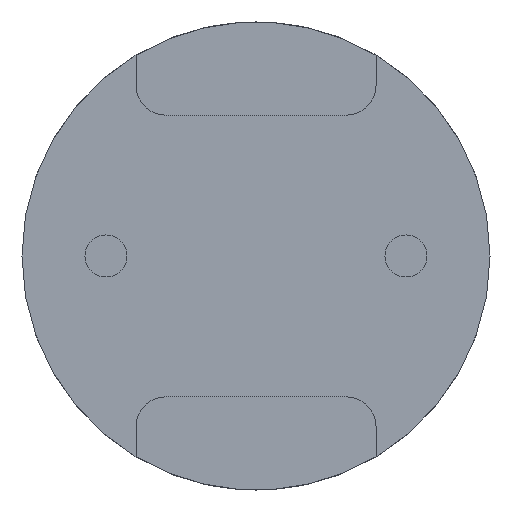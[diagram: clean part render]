
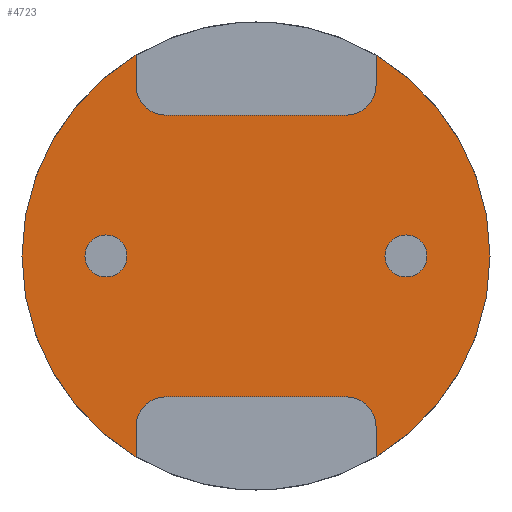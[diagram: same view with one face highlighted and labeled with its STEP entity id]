
A CAD part, front view. The second image highlights one B-rep face of the part: STEP entity #4723.
In plain terms, the highlighted planar face has unit normal (0, -1, 0).
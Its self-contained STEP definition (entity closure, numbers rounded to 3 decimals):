
#1=CARTESIAN_POINT('',(2.5,-4.25,0.));
#2=DIRECTION('',(0.,-1.,0.));
#3=DIRECTION('',(1.,0.,0.));
#4=AXIS2_PLACEMENT_3D('',#1,#2,#3);
#6=CARTESIAN_POINT('',(2.5,-4.25,0.));
#7=DIRECTION('',(0.,-1.,0.));
#8=DIRECTION('',(-1.,0.,0.));
#9=AXIS2_PLACEMENT_3D('',#6,#7,#8);
#11=CARTESIAN_POINT('',(-2.5,-4.25,0.));
#12=DIRECTION('',(0.,-1.,0.));
#13=DIRECTION('',(1.,0.,0.));
#14=AXIS2_PLACEMENT_3D('',#11,#12,#13);
#16=CARTESIAN_POINT('',(-2.5,-4.25,0.));
#17=DIRECTION('',(0.,-1.,0.));
#18=DIRECTION('',(-1.,0.,0.));
#19=AXIS2_PLACEMENT_3D('',#16,#17,#18);
#21=DIRECTION('',(0.,0.,1.));
#22=VECTOR('',#21,0.5);
#23=CARTESIAN_POINT('',(2.,-4.25,-3.348));
#24=LINE('',#23,#22);
#25=DIRECTION('',(-1.,0.,0.));
#26=VECTOR('',#25,3.);
#27=CARTESIAN_POINT('',(1.5,-4.25,-2.348));
#28=LINE('',#27,#26);
#29=DIRECTION('',(0.,0.,-1.));
#30=VECTOR('',#29,0.5);
#31=CARTESIAN_POINT('',(-2.,-4.25,-2.848));
#32=LINE('',#31,#30);
#33=CARTESIAN_POINT('',(0.,-4.25,0.));
#34=DIRECTION('',(0.,-1.,0.));
#35=DIRECTION('',(-1.,0.,0.));
#36=AXIS2_PLACEMENT_3D('',#33,#34,#35);
#38=CARTESIAN_POINT('',(0.,-4.25,0.));
#39=DIRECTION('',(0.,-1.,0.));
#40=DIRECTION('',(-0.513,0.,0.858));
#41=AXIS2_PLACEMENT_3D('',#38,#39,#40);
#43=DIRECTION('',(0.,0.,-1.));
#44=VECTOR('',#43,0.5);
#45=CARTESIAN_POINT('',(-2.,-4.25,3.348));
#46=LINE('',#45,#44);
#47=DIRECTION('',(1.,0.,0.));
#48=VECTOR('',#47,3.);
#49=CARTESIAN_POINT('',(-1.5,-4.25,2.348));
#50=LINE('',#49,#48);
#51=DIRECTION('',(0.,0.,1.));
#52=VECTOR('',#51,0.5);
#53=CARTESIAN_POINT('',(2.,-4.25,2.848));
#54=LINE('',#53,#52);
#55=CARTESIAN_POINT('',(0.,-4.25,0.));
#56=DIRECTION('',(0.,-1.,0.));
#57=DIRECTION('',(1.,0.,0.));
#58=AXIS2_PLACEMENT_3D('',#55,#56,#57);
#60=CARTESIAN_POINT('',(0.,-4.25,0.));
#61=DIRECTION('',(0.,-1.,0.));
#62=DIRECTION('',(0.513,0.,-0.858));
#63=AXIS2_PLACEMENT_3D('',#60,#61,#62);
#109=CARTESIAN_POINT('',(1.5,-4.25,-2.848));
#110=DIRECTION('',(0.,1.,0.));
#111=DIRECTION('',(0.,0.,1.));
#112=AXIS2_PLACEMENT_3D('',#109,#110,#111);
#168=CARTESIAN_POINT('',(-1.5,-4.25,-2.848));
#169=DIRECTION('',(0.,1.,0.));
#170=DIRECTION('',(-1.,0.,0.));
#171=AXIS2_PLACEMENT_3D('',#168,#169,#170);
#205=CARTESIAN_POINT('',(1.5,-4.25,2.848));
#206=DIRECTION('',(0.,1.,0.));
#207=DIRECTION('',(1.,0.,0.));
#208=AXIS2_PLACEMENT_3D('',#205,#206,#207);
#218=CARTESIAN_POINT('',(-1.5,-4.25,2.848));
#219=DIRECTION('',(0.,1.,0.));
#220=DIRECTION('',(0.,0.,-1.));
#221=AXIS2_PLACEMENT_3D('',#218,#219,#220);
#4585=CARTESIAN_POINT('',(-3.9,-4.25,0.));
#4586=VERTEX_POINT('',#4585);
#4587=CARTESIAN_POINT('',(3.9,-4.25,0.));
#4588=VERTEX_POINT('',#4587);
#4616=CARTESIAN_POINT('',(-2.,-4.25,-3.348));
#4617=VERTEX_POINT('',#4616);
#4618=CARTESIAN_POINT('',(2.,-4.25,-3.348));
#4619=VERTEX_POINT('',#4618);
#4620=CARTESIAN_POINT('',(2.,-4.25,3.348));
#4621=VERTEX_POINT('',#4620);
#4622=CARTESIAN_POINT('',(-2.,-4.25,3.348));
#4623=VERTEX_POINT('',#4622);
#4625=CARTESIAN_POINT('',(-1.5,-4.25,-2.348));
#4627=VERTEX_POINT('',#4625);
#4630=CARTESIAN_POINT('',(-2.,-4.25,-2.848));
#4631=VERTEX_POINT('',#4630);
#4633=CARTESIAN_POINT('',(2.,-4.25,-2.848));
#4635=VERTEX_POINT('',#4633);
#4638=CARTESIAN_POINT('',(1.5,-4.25,-2.348));
#4639=VERTEX_POINT('',#4638);
#4641=CARTESIAN_POINT('',(-2.,-4.25,2.848));
#4643=VERTEX_POINT('',#4641);
#4646=CARTESIAN_POINT('',(-1.5,-4.25,2.348));
#4647=VERTEX_POINT('',#4646);
#4649=CARTESIAN_POINT('',(1.5,-4.25,2.348));
#4651=VERTEX_POINT('',#4649);
#4654=CARTESIAN_POINT('',(2.,-4.25,2.848));
#4655=VERTEX_POINT('',#4654);
#4664=CARTESIAN_POINT('',(2.85,-4.25,0.));
#4665=CARTESIAN_POINT('',(2.15,-4.25,0.));
#4666=VERTEX_POINT('',#4664);
#4667=VERTEX_POINT('',#4665);
#4668=CARTESIAN_POINT('',(-2.15,-4.25,0.));
#4669=CARTESIAN_POINT('',(-2.85,-4.25,0.));
#4670=VERTEX_POINT('',#4668);
#4671=VERTEX_POINT('',#4669);
#4676=CARTESIAN_POINT('',(0.,-4.25,0.));
#4677=DIRECTION('',(0.,1.,0.));
#4678=DIRECTION('',(1.,0.,0.));
#4679=AXIS2_PLACEMENT_3D('',#4676,#4677,#4678);
#4680=PLANE('',#4679);
#4682=ORIENTED_EDGE('',*,*,#4681,.T.);
#4684=ORIENTED_EDGE('',*,*,#4683,.F.);
#4686=ORIENTED_EDGE('',*,*,#4685,.T.);
#4688=ORIENTED_EDGE('',*,*,#4687,.F.);
#4690=ORIENTED_EDGE('',*,*,#4689,.T.);
#4692=ORIENTED_EDGE('',*,*,#4691,.F.);
#4694=ORIENTED_EDGE('',*,*,#4693,.F.);
#4696=ORIENTED_EDGE('',*,*,#4695,.T.);
#4698=ORIENTED_EDGE('',*,*,#4697,.F.);
#4700=ORIENTED_EDGE('',*,*,#4699,.T.);
#4702=ORIENTED_EDGE('',*,*,#4701,.F.);
#4704=ORIENTED_EDGE('',*,*,#4703,.T.);
#4706=ORIENTED_EDGE('',*,*,#4705,.F.);
#4708=ORIENTED_EDGE('',*,*,#4707,.F.);
#4709=EDGE_LOOP('',(#4682,#4684,#4686,#4688,#4690,#4692,#4694,#4696,#4698,#4700,
#4702,#4704,#4706,#4708));
#4710=FACE_OUTER_BOUND('',#4709,.F.);
#4712=ORIENTED_EDGE('',*,*,#4711,.T.);
#4714=ORIENTED_EDGE('',*,*,#4713,.T.);
#4715=EDGE_LOOP('',(#4712,#4714));
#4716=FACE_BOUND('',#4715,.F.);
#4718=ORIENTED_EDGE('',*,*,#4717,.T.);
#4720=ORIENTED_EDGE('',*,*,#4719,.T.);
#4721=EDGE_LOOP('',(#4718,#4720));
#4722=FACE_BOUND('',#4721,.F.);
#5=CIRCLE('',#4,0.35);
#10=CIRCLE('',#9,0.35);
#15=CIRCLE('',#14,0.35);
#20=CIRCLE('',#19,0.35);
#37=CIRCLE('',#36,3.9);
#42=CIRCLE('',#41,3.9);
#59=CIRCLE('',#58,3.9);
#64=CIRCLE('',#63,3.9);
#113=CIRCLE('',#112,0.5);
#172=CIRCLE('',#171,0.5);
#209=CIRCLE('',#208,0.5);
#222=CIRCLE('',#221,0.5);
#4681=EDGE_CURVE('',#4619,#4635,#24,.T.);
#4683=EDGE_CURVE('',#4639,#4635,#113,.T.);
#4685=EDGE_CURVE('',#4639,#4627,#28,.T.);
#4687=EDGE_CURVE('',#4631,#4627,#172,.T.);
#4689=EDGE_CURVE('',#4631,#4617,#32,.T.);
#4691=EDGE_CURVE('',#4586,#4617,#37,.T.);
#4693=EDGE_CURVE('',#4623,#4586,#42,.T.);
#4695=EDGE_CURVE('',#4623,#4643,#46,.T.);
#4697=EDGE_CURVE('',#4647,#4643,#222,.T.);
#4699=EDGE_CURVE('',#4647,#4651,#50,.T.);
#4701=EDGE_CURVE('',#4655,#4651,#209,.T.);
#4703=EDGE_CURVE('',#4655,#4621,#54,.T.);
#4705=EDGE_CURVE('',#4588,#4621,#59,.T.);
#4707=EDGE_CURVE('',#4619,#4588,#64,.T.);
#4711=EDGE_CURVE('',#4670,#4671,#15,.T.);
#4713=EDGE_CURVE('',#4671,#4670,#20,.T.);
#4717=EDGE_CURVE('',#4666,#4667,#5,.T.);
#4719=EDGE_CURVE('',#4667,#4666,#10,.T.);
#4723=ADVANCED_FACE('',(#4710,#4716,#4722),#4680,.F.);
